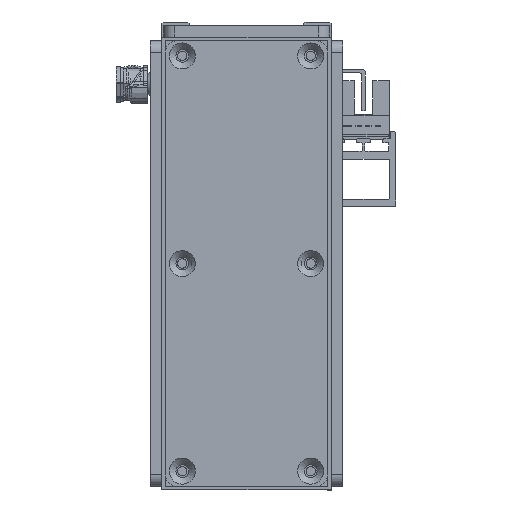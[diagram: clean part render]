
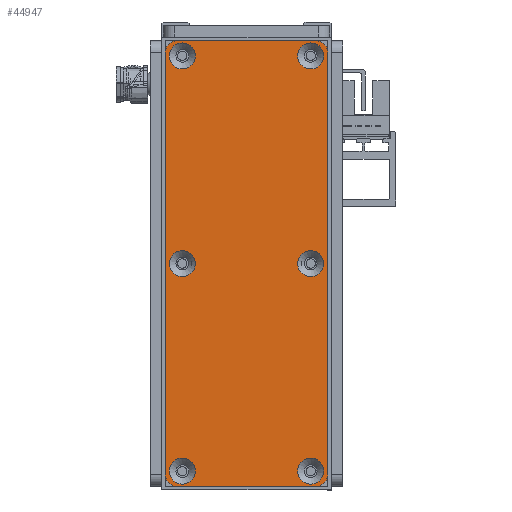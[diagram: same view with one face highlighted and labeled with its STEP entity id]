
A CAD part, front view. The second image highlights one B-rep face of the part: STEP entity #44947.
In plain terms, the highlighted face is planar.
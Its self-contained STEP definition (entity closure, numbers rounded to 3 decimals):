
#734=FACE_BOUND('',#7343,.T.);
#735=FACE_BOUND('',#7344,.T.);
#736=FACE_BOUND('',#7345,.T.);
#737=FACE_BOUND('',#7346,.T.);
#738=FACE_BOUND('',#7347,.T.);
#739=FACE_BOUND('',#7348,.T.);
#1727=PLANE('',#49011);
#4634=FACE_OUTER_BOUND('',#7342,.T.);
#7342=EDGE_LOOP('',(#36825,#36826,#36827,#36828,#36829,#36830,#36831,#36832));
#7343=EDGE_LOOP('',(#36833));
#7344=EDGE_LOOP('',(#36834));
#7345=EDGE_LOOP('',(#36835));
#7346=EDGE_LOOP('',(#36836));
#7347=EDGE_LOOP('',(#36837));
#7348=EDGE_LOOP('',(#36838));
#10417=LINE('',#71412,#15284);
#10421=LINE('',#71424,#15288);
#10425=LINE('',#71436,#15292);
#10429=LINE('',#71446,#15296);
#15284=VECTOR('',#57068,10.);
#15288=VECTOR('',#57080,10.);
#15292=VECTOR('',#57092,10.);
#15296=VECTOR('',#57104,10.);
#19595=CIRCLE('',#48965,3.45);
#19598=CIRCLE('',#48970,3.45);
#19601=CIRCLE('',#48975,3.45);
#19604=CIRCLE('',#48980,3.45);
#19607=CIRCLE('',#48985,3.45);
#19610=CIRCLE('',#48990,3.45);
#19614=CIRCLE('',#48996,3.);
#19616=CIRCLE('',#49000,3.);
#19618=CIRCLE('',#49004,3.);
#19620=CIRCLE('',#49008,3.);
#21851=VERTEX_POINT('',#71340);
#21854=VERTEX_POINT('',#71350);
#21857=VERTEX_POINT('',#71360);
#21860=VERTEX_POINT('',#71370);
#21863=VERTEX_POINT('',#71380);
#21866=VERTEX_POINT('',#71390);
#21871=VERTEX_POINT('',#71403);
#21872=VERTEX_POINT('',#71405);
#21874=VERTEX_POINT('',#71411);
#21876=VERTEX_POINT('',#71417);
#21878=VERTEX_POINT('',#71423);
#21880=VERTEX_POINT('',#71429);
#21882=VERTEX_POINT('',#71435);
#21884=VERTEX_POINT('',#71441);
#27186=EDGE_CURVE('',#21851,#21851,#19595,.T.);
#27191=EDGE_CURVE('',#21854,#21854,#19598,.T.);
#27196=EDGE_CURVE('',#21857,#21857,#19601,.T.);
#27201=EDGE_CURVE('',#21860,#21860,#19604,.T.);
#27206=EDGE_CURVE('',#21863,#21863,#19607,.T.);
#27211=EDGE_CURVE('',#21866,#21866,#19610,.T.);
#27218=EDGE_CURVE('',#21872,#21871,#19614,.T.);
#27221=EDGE_CURVE('',#21874,#21872,#10417,.T.);
#27224=EDGE_CURVE('',#21876,#21874,#19616,.T.);
#27227=EDGE_CURVE('',#21878,#21876,#10421,.T.);
#27230=EDGE_CURVE('',#21880,#21878,#19618,.T.);
#27233=EDGE_CURVE('',#21882,#21880,#10425,.T.);
#27236=EDGE_CURVE('',#21884,#21882,#19620,.T.);
#27239=EDGE_CURVE('',#21871,#21884,#10429,.T.);
#36825=ORIENTED_EDGE('',*,*,#27239,.T.);
#36826=ORIENTED_EDGE('',*,*,#27236,.T.);
#36827=ORIENTED_EDGE('',*,*,#27233,.T.);
#36828=ORIENTED_EDGE('',*,*,#27230,.T.);
#36829=ORIENTED_EDGE('',*,*,#27227,.T.);
#36830=ORIENTED_EDGE('',*,*,#27224,.T.);
#36831=ORIENTED_EDGE('',*,*,#27221,.T.);
#36832=ORIENTED_EDGE('',*,*,#27218,.T.);
#36833=ORIENTED_EDGE('',*,*,#27186,.T.);
#36834=ORIENTED_EDGE('',*,*,#27191,.T.);
#36835=ORIENTED_EDGE('',*,*,#27196,.T.);
#36836=ORIENTED_EDGE('',*,*,#27201,.T.);
#36837=ORIENTED_EDGE('',*,*,#27206,.T.);
#36838=ORIENTED_EDGE('',*,*,#27211,.T.);
#44947=ADVANCED_FACE('',(#4634,#734,#735,#736,#737,#738,#739),#1727,.T.);
#48965=AXIS2_PLACEMENT_3D('',#71341,#56987,#56988);
#48970=AXIS2_PLACEMENT_3D('',#71351,#56999,#57000);
#48975=AXIS2_PLACEMENT_3D('',#71361,#57011,#57012);
#48980=AXIS2_PLACEMENT_3D('',#71371,#57023,#57024);
#48985=AXIS2_PLACEMENT_3D('',#71381,#57035,#57036);
#48990=AXIS2_PLACEMENT_3D('',#71391,#57047,#57048);
#48996=AXIS2_PLACEMENT_3D('',#71406,#57062,#57063);
#49000=AXIS2_PLACEMENT_3D('',#71418,#57074,#57075);
#49004=AXIS2_PLACEMENT_3D('',#71430,#57086,#57087);
#49008=AXIS2_PLACEMENT_3D('',#71442,#57098,#57099);
#49011=AXIS2_PLACEMENT_3D('',#71448,#57107,#57108);
#56987=DIRECTION('center_axis',(0.,0.,-1.));
#56988=DIRECTION('ref_axis',(1.,0.,0.));
#56999=DIRECTION('center_axis',(0.,0.,-1.));
#57000=DIRECTION('ref_axis',(1.,0.,0.));
#57011=DIRECTION('center_axis',(0.,0.,-1.));
#57012=DIRECTION('ref_axis',(1.,0.,0.));
#57023=DIRECTION('center_axis',(0.,0.,-1.));
#57024=DIRECTION('ref_axis',(1.,0.,0.));
#57035=DIRECTION('center_axis',(0.,0.,-1.));
#57036=DIRECTION('ref_axis',(1.,0.,0.));
#57047=DIRECTION('center_axis',(0.,0.,-1.));
#57048=DIRECTION('ref_axis',(1.,0.,0.));
#57062=DIRECTION('center_axis',(0.,0.,1.));
#57063=DIRECTION('ref_axis',(-1.,0.,0.));
#57068=DIRECTION('',(0.,1.,0.));
#57074=DIRECTION('center_axis',(0.,0.,1.));
#57075=DIRECTION('ref_axis',(0.,1.,0.));
#57080=DIRECTION('',(1.,0.,0.));
#57086=DIRECTION('center_axis',(0.,0.,1.));
#57087=DIRECTION('ref_axis',(1.,0.,0.));
#57092=DIRECTION('',(0.,-1.,0.));
#57098=DIRECTION('center_axis',(0.,0.,1.));
#57099=DIRECTION('ref_axis',(0.,-1.,0.));
#57104=DIRECTION('',(-1.,0.,0.));
#57107=DIRECTION('center_axis',(0.,0.,1.));
#57108=DIRECTION('ref_axis',(1.,0.,0.));
#71340=CARTESIAN_POINT('',(110.55,4.5,3.));
#71341=CARTESIAN_POINT('Origin',(114.,4.5,3.));
#71350=CARTESIAN_POINT('',(55.55,38.5,3.));
#71351=CARTESIAN_POINT('Origin',(59.,38.5,3.));
#71360=CARTESIAN_POINT('',(55.55,4.5,3.));
#71361=CARTESIAN_POINT('Origin',(59.,4.5,3.));
#71370=CARTESIAN_POINT('',(0.55,38.5,3.));
#71371=CARTESIAN_POINT('Origin',(4.,38.5,3.));
#71380=CARTESIAN_POINT('',(110.55,38.5,3.));
#71381=CARTESIAN_POINT('Origin',(114.,38.5,3.));
#71390=CARTESIAN_POINT('',(0.55,4.5,3.));
#71391=CARTESIAN_POINT('Origin',(4.,4.5,3.));
#71403=CARTESIAN_POINT('',(115.,43.,3.));
#71405=CARTESIAN_POINT('',(118.,40.,3.));
#71406=CARTESIAN_POINT('Origin',(115.,40.,3.));
#71411=CARTESIAN_POINT('',(118.,3.,3.));
#71412=CARTESIAN_POINT('',(118.,40.,3.));
#71417=CARTESIAN_POINT('',(115.,0.,3.));
#71418=CARTESIAN_POINT('Origin',(115.,3.,3.));
#71423=CARTESIAN_POINT('',(3.,0.,3.));
#71424=CARTESIAN_POINT('',(115.,0.,3.));
#71429=CARTESIAN_POINT('',(0.,3.,3.));
#71430=CARTESIAN_POINT('Origin',(3.,3.,3.));
#71435=CARTESIAN_POINT('',(0.,40.,3.));
#71436=CARTESIAN_POINT('',(0.,3.,3.));
#71441=CARTESIAN_POINT('',(3.,43.,3.));
#71442=CARTESIAN_POINT('Origin',(3.,40.,3.));
#71446=CARTESIAN_POINT('',(3.,43.,3.));
#71448=CARTESIAN_POINT('Origin',(59.,21.5,3.));
